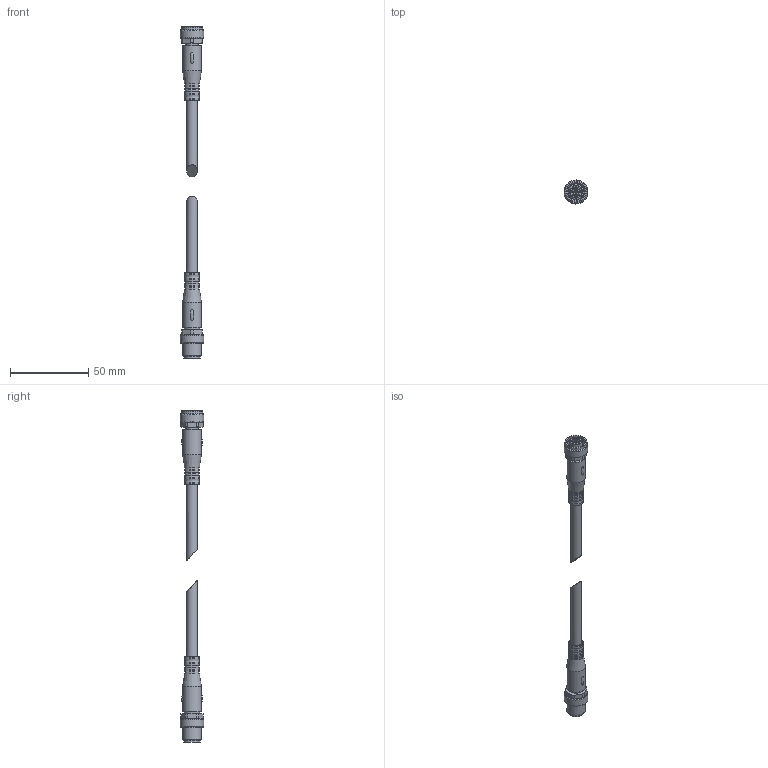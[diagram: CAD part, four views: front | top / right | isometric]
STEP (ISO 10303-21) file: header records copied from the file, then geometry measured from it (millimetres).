
FILE_DESCRIPTION(/* description */ ('STEP AP214'),/* implementation_level */ '2;1');
FILE_NAME(/* name */ '574322_NEBU-M12G5-E-7_5-Q8N-M12G5',/* time_stamp */ '2024-09-12T20:15:27+02:00',/* author */ ('License CC BY-ND 4.0'),/* organization */ ('CADENAS'),/* preprocessor_version */ 'ST-DEVELOPER v19.3',/* originating_system */ 'PARTsolutions',/* authorisation */ ' ');
FILE_SCHEMA (('AUTOMOTIVE_DESIGN {1 0 10303 214 3 1 1}'));
Length unit declared in the file: millimetre
Products named in the file (3): 574322 NEBU-M12G5-E-7.5-Q8N-M12G5; 574322 NEBU-M12G5-E-7.5-Q8N-M12G5---(D0M125G0); 574322 NEBU-M12G5-E-7.5-Q8N-M12G5---(S0M125G1)
Assembly tree (2 placements, depth 2):
  574322 NEBU-M12G5-E-7.5-Q8N-M12G5
    574322 NEBU-M12G5-E-7.5-Q8N-M12G5---(D0M125G0)
    574322 NEBU-M12G5-E-7.5-Q8N-M12G5---(S0M125G1)
Bounding box: 15 x 15 x 212 mm (x, y, z)
Volume: 13581.1 mm3; surface area: 7714.6 mm2
Topology: 2 solids, 2 shells, 377 faces, 1140 edges, 744 vertices
Faces by surface type: cylinder 192, plane 145, torus 22, cone 13, sphere 5
Full cylindrical faces by diameter (mm): 1 x5, 1.1 x4, 1.2 x1, 1.5 x4, 7 x2, 8.1 x1, 8.3 x1, 9.5 x10, 9.6 x1, 9.8 x1, 10.5 x1, 10.917 x1, 12 x3, 12.3 x1, 14 x1, 15 x2
Entity records: 15378 total; most frequent: CARTESIAN_POINT 2354, DIRECTION 2298, ORIENTED_EDGE 2096, EDGE_CURVE 1048, AXIS2_PLACEMENT_3D 892, VERTEX_POINT 724, LINE 514, VECTOR 514
